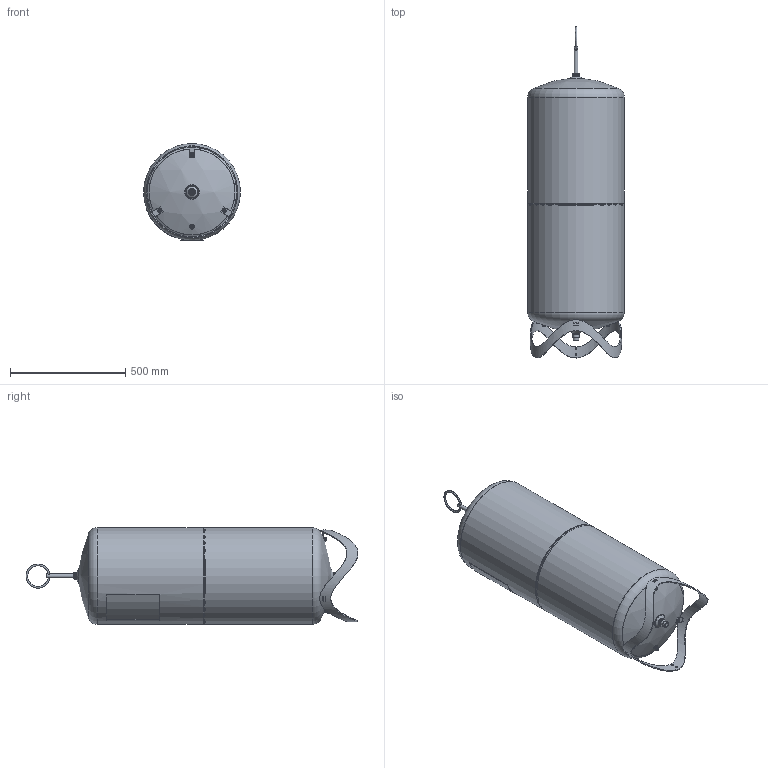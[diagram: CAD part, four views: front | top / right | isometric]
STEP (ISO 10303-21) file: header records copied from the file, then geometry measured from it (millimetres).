
FILE_DESCRIPTION((''),'2;1');
FILE_NAME('7102008_3D_1002_00_DE_FR_IT_EN_NL_UPD.stp','2015-01-08T10:13:19',('SCG'),(''),'Autodesk Inventor 2013','Autodesk Inventor 2013','');
FILE_SCHEMA(('AUTOMOTIVE_DESIGN { 1 0 10303 214 1 1 1 1 }'));
Length unit declared in the file: millimetre
Products named in the file (1): 119441
Bounding box: 420 x 1441.12 x 420.3 mm (x, y, z)
Volume: 23261917.9 mm3; surface area: 4234138.6 mm2
Topology: 3 solids, 8 shells, 386 faces, 999 edges, 637 vertices
Faces by surface type: plane 159, cylinder 113, cone 47, bspline 31, torus 28, sphere 7, revolution 1
Full cylindrical faces by diameter (mm): 4 x20, 7.5 x2, 8 x6, 8.4 x1, 9 x5, 10 x3, 11.027 x1, 12.6 x1, 14 x1, 14.95 x1, 17.2 x1, 18 x1, 20 x2, 26.8 x5, 29.8 x4, 32 x1, 33 x2, 33.039 x2, 54.936 x2, 57.684 x1, 388 x1, 396 x1, 414 x1, 417 x3, 420 x2
Entity records: 15871 total; most frequent: CARTESIAN_POINT 6780, DIRECTION 1770, ORIENTED_EDGE 1666, EDGE_CURVE 833, AXIS2_PLACEMENT_3D 742, EDGE_LOOP 617, VERTEX_POINT 598, FACE_OUTER_BOUND 386
